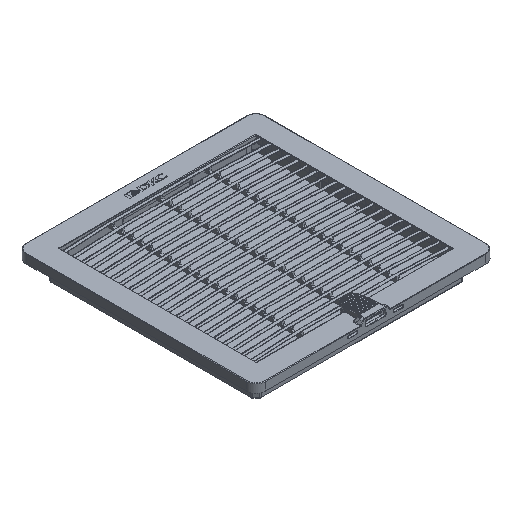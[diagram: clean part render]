
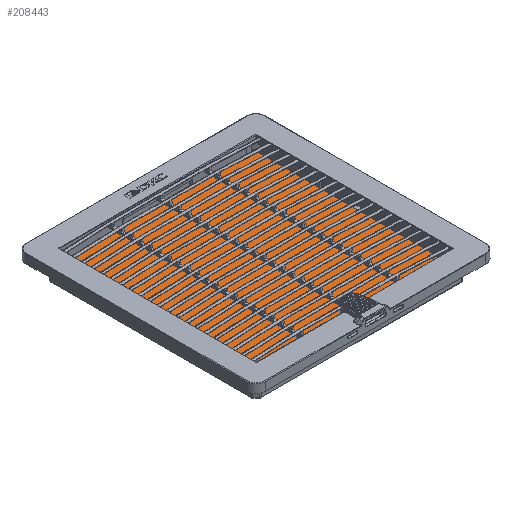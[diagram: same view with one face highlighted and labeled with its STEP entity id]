
A CAD part, isometric view. The second image highlights one B-rep face of the part: STEP entity #208443.
In plain terms, the highlighted planar face has unit normal (0, 0, 1).
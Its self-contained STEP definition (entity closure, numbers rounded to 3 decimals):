
#15591 = VECTOR ( 'NONE', #227186, 1000. ) ;
#19257 = CARTESIAN_POINT ( 'NONE',  ( 104.263, -104.263, 10. ) ) ;
#24138 = VERTEX_POINT ( 'NONE', #150426 ) ;
#27812 = CARTESIAN_POINT ( 'NONE',  ( 104.263, 104.263, 10. ) ) ;
#30238 = DIRECTION ( 'NONE',  ( 0., 1., 0. ) ) ;
#34051 = CARTESIAN_POINT ( 'NONE',  ( 0., 0., 10. ) ) ;
#40001 = CARTESIAN_POINT ( 'NONE',  ( -104.263, 104.263, 10. ) ) ;
#49078 = EDGE_CURVE ( 'NONE', #24138, #54591, #111018, .T. ) ;
#54431 = DIRECTION ( 'NONE',  ( -1., 0., 0. ) ) ;
#54591 = VERTEX_POINT ( 'NONE', #139266 ) ;
#57713 = EDGE_LOOP ( 'NONE', ( #243248, #259968, #207555, #124607 ) ) ;
#58182 = VERTEX_POINT ( 'NONE', #27812 ) ;
#77497 = CARTESIAN_POINT ( 'NONE',  ( -104.263, -104.263, 10. ) ) ;
#82277 = FACE_OUTER_BOUND ( 'NONE', #57713, .T. ) ;
#84955 = CARTESIAN_POINT ( 'NONE',  ( -104.263, -104.263, 10. ) ) ;
#105408 = VECTOR ( 'NONE', #199299, 1000. ) ;
#111018 = LINE ( 'NONE', #84955, #15591 ) ;
#124607 = ORIENTED_EDGE ( 'NONE', *, *, #150098, .T. ) ;
#127182 = VECTOR ( 'NONE', #30238, 1000. ) ;
#133620 = LINE ( 'NONE', #232884, #127182 ) ;
#139266 = CARTESIAN_POINT ( 'NONE',  ( -104.263, -104.263, 10. ) ) ;
#140807 = VECTOR ( 'NONE', #223134, 1000. ) ;
#147204 = LINE ( 'NONE', #40001, #140807 ) ;
#150098 = EDGE_CURVE ( 'NONE', #54591, #172856, #159490, .T. ) ;
#150426 = CARTESIAN_POINT ( 'NONE',  ( -104.263, 104.263, 10. ) ) ;
#159490 = LINE ( 'NONE', #77497, #105408 ) ;
#170433 = EDGE_CURVE ( 'NONE', #58182, #24138, #147204, .T. ) ;
#172856 = VERTEX_POINT ( 'NONE', #19257 ) ;
#176376 = DIRECTION ( 'NONE',  ( 0., 0., -1. ) ) ;
#185836 = EDGE_CURVE ( 'NONE', #172856, #58182, #133620, .T. ) ;
#199299 = DIRECTION ( 'NONE',  ( 1., 0., 0. ) ) ;
#207555 = ORIENTED_EDGE ( 'NONE', *, *, #49078, .T. ) ;
#208443 = ADVANCED_FACE ( 'NONE', ( #82277 ), #257151, .F. ) ;
#223134 = DIRECTION ( 'NONE',  ( -1., 0., 0. ) ) ;
#227186 = DIRECTION ( 'NONE',  ( 0., -1., 0. ) ) ;
#232884 = CARTESIAN_POINT ( 'NONE',  ( 104.263, -104.263, 10. ) ) ;
#240175 = AXIS2_PLACEMENT_3D ( 'NONE', #34051, #176376, #54431 ) ;
#243248 = ORIENTED_EDGE ( 'NONE', *, *, #185836, .T. ) ;
#257151 = PLANE ( 'NONE',  #240175 ) ;
#259968 = ORIENTED_EDGE ( 'NONE', *, *, #170433, .T. ) ;
